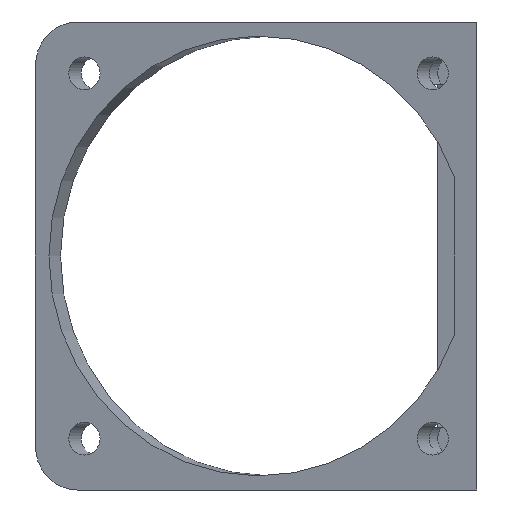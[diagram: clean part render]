
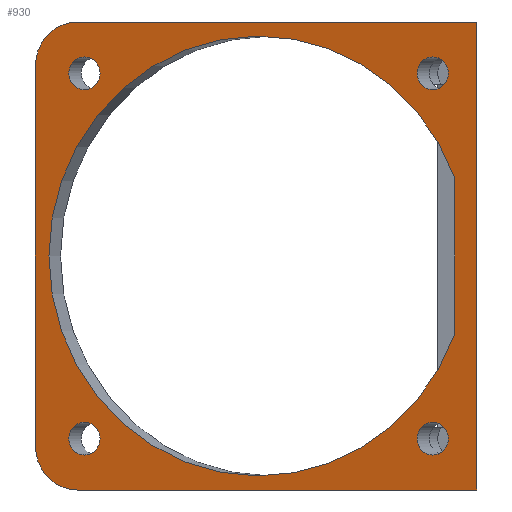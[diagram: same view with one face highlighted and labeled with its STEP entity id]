
A CAD part, front view. The second image highlights one B-rep face of the part: STEP entity #930.
In plain terms, the highlighted planar face has unit normal (-0.301, -0.954, 0).
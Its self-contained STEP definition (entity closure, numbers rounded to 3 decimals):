
#21=FACE_BOUND('',#157,.T.);
#22=FACE_BOUND('',#158,.T.);
#23=FACE_BOUND('',#159,.T.);
#24=FACE_BOUND('',#160,.T.);
#25=FACE_BOUND('',#161,.T.);
#35=CIRCLE('',#997,1.435);
#37=CIRCLE('',#1000,1.435);
#40=CIRCLE('',#1004,1.435);
#43=CIRCLE('',#1008,1.435);
#46=CIRCLE('',#1014,3.85);
#47=CIRCLE('',#1015,3.85);
#48=CIRCLE('',#1016,19.26);
#77=PLANE('',#1013);
#108=FACE_OUTER_BOUND('',#156,.T.);
#156=EDGE_LOOP('',(#711,#712,#713,#714,#715,#716));
#157=EDGE_LOOP('',(#717));
#158=EDGE_LOOP('',(#718));
#159=EDGE_LOOP('',(#719));
#160=EDGE_LOOP('',(#720));
#161=EDGE_LOOP('',(#721,#722));
#233=LINE('',#1481,#321);
#238=LINE('',#1502,#326);
#239=LINE('',#1505,#327);
#240=LINE('',#1509,#328);
#241=LINE('',#1512,#329);
#321=VECTOR('',#1176,10.);
#326=VECTOR('',#1187,10.);
#327=VECTOR('',#1190,10.);
#328=VECTOR('',#1193,10.);
#329=VECTOR('',#1196,10.);
#421=VERTEX_POINT('',#1451);
#424=VERTEX_POINT('',#1458);
#427=VERTEX_POINT('',#1466);
#429=VERTEX_POINT('',#1473);
#431=VERTEX_POINT('',#1478);
#432=VERTEX_POINT('',#1480);
#437=VERTEX_POINT('',#1491);
#439=VERTEX_POINT('',#1500);
#440=VERTEX_POINT('',#1504);
#441=VERTEX_POINT('',#1506);
#442=VERTEX_POINT('',#1508);
#443=VERTEX_POINT('',#1510);
#524=EDGE_CURVE('',#421,#421,#35,.T.);
#527=EDGE_CURVE('',#424,#424,#37,.T.);
#531=EDGE_CURVE('',#427,#427,#40,.T.);
#535=EDGE_CURVE('',#429,#429,#43,.T.);
#537=EDGE_CURVE('',#431,#432,#233,.F.);
#546=EDGE_CURVE('',#437,#439,#238,.F.);
#547=EDGE_CURVE('',#431,#440,#239,.T.);
#548=EDGE_CURVE('',#441,#440,#46,.T.);
#549=EDGE_CURVE('',#441,#442,#240,.F.);
#550=EDGE_CURVE('',#442,#443,#47,.T.);
#551=EDGE_CURVE('',#432,#443,#241,.T.);
#552=EDGE_CURVE('',#437,#439,#48,.T.);
#711=ORIENTED_EDGE('',*,*,#537,.F.);
#712=ORIENTED_EDGE('',*,*,#547,.T.);
#713=ORIENTED_EDGE('',*,*,#548,.F.);
#714=ORIENTED_EDGE('',*,*,#549,.T.);
#715=ORIENTED_EDGE('',*,*,#550,.T.);
#716=ORIENTED_EDGE('',*,*,#551,.F.);
#717=ORIENTED_EDGE('',*,*,#524,.T.);
#718=ORIENTED_EDGE('',*,*,#527,.T.);
#719=ORIENTED_EDGE('',*,*,#531,.T.);
#720=ORIENTED_EDGE('',*,*,#535,.T.);
#721=ORIENTED_EDGE('',*,*,#546,.T.);
#722=ORIENTED_EDGE('',*,*,#552,.F.);
#930=ADVANCED_FACE('',(#108,#21,#22,#23,#24,#25),#77,.F.);
#997=AXIS2_PLACEMENT_3D('',#1453,#1146,#1147);
#1000=AXIS2_PLACEMENT_3D('',#1460,#1153,#1154);
#1004=AXIS2_PLACEMENT_3D('',#1468,#1162,#1163);
#1008=AXIS2_PLACEMENT_3D('',#1475,#1171,#1172);
#1013=AXIS2_PLACEMENT_3D('',#1503,#1188,#1189);
#1014=AXIS2_PLACEMENT_3D('',#1507,#1191,#1192);
#1015=AXIS2_PLACEMENT_3D('',#1511,#1194,#1195);
#1016=AXIS2_PLACEMENT_3D('',#1513,#1197,#1198);
#1146=DIRECTION('center_axis',(0.302,0.953,0.));
#1147=DIRECTION('ref_axis',(0.,0.,
1.));
#1153=DIRECTION('center_axis',(0.302,0.953,0.));
#1154=DIRECTION('ref_axis',(0.,0.,
1.));
#1162=DIRECTION('center_axis',(0.302,0.953,0.));
#1163=DIRECTION('ref_axis',(0.,0.,-1.));
#1171=DIRECTION('center_axis',(0.302,0.953,0.));
#1172=DIRECTION('ref_axis',(0.,0.,-1.));
#1176=DIRECTION('',(0.,0.,1.));
#1187=DIRECTION('',(0.,0.,1.));
#1188=DIRECTION('center_axis',(0.302,0.953,0.));
#1189=DIRECTION('ref_axis',(-0.953,0.302,0.));
#1190=DIRECTION('',(-0.953,0.302,0.));
#1191=DIRECTION('center_axis',(0.302,0.953,0.));
#1192=DIRECTION('ref_axis',(-0.674,0.213,0.707));
#1193=DIRECTION('',(0.,0.,1.));
#1194=DIRECTION('center_axis',(-0.302,-0.953,0.));
#1195=DIRECTION('ref_axis',(-0.674,0.213,-0.707));
#1196=DIRECTION('',(-0.953,0.302,0.));
#1197=DIRECTION('center_axis',(-0.302,-0.953,0.));
#1198=DIRECTION('ref_axis',(-0.953,0.302,0.));
#1451=CARTESIAN_POINT('',(301.271,42.468,19.172));
#1453=CARTESIAN_POINT('Origin',(301.271,42.468,20.607));
#1458=CARTESIAN_POINT('',(331.782,32.819,19.172));
#1460=CARTESIAN_POINT('Origin',(331.782,32.819,20.607));
#1466=CARTESIAN_POINT('',(331.782,32.819,54.042));
#1468=CARTESIAN_POINT('Origin',(331.782,32.819,52.607));
#1473=CARTESIAN_POINT('',(301.271,42.468,54.042));
#1475=CARTESIAN_POINT('Origin',(301.271,42.468,52.607));
#1478=CARTESIAN_POINT('',(335.62,31.606,57.107));
#1480=CARTESIAN_POINT('',(335.62,31.606,16.107));
#1481=CARTESIAN_POINT('',(335.62,31.606,31.607));
#1491=CARTESIAN_POINT('',(333.693,32.215,43.446));
#1500=CARTESIAN_POINT('',(333.693,32.215,29.769));
#1502=CARTESIAN_POINT('',(333.693,32.215,31.67));
#1503=CARTESIAN_POINT('Origin',(326.061,34.629,26.607));
#1504=CARTESIAN_POINT('',(300.651,42.664,57.107));
#1505=CARTESIAN_POINT('',(313.594,38.571,57.107));
#1506=CARTESIAN_POINT('',(296.98,43.825,53.257));
#1507=CARTESIAN_POINT('Origin',(300.651,42.664,53.257));
#1508=CARTESIAN_POINT('',(296.98,43.825,19.957));
#1509=CARTESIAN_POINT('',(296.98,43.825,49.683));
#1510=CARTESIAN_POINT('',(300.651,42.664,16.107));
#1511=CARTESIAN_POINT('Origin',(300.651,42.664,19.957));
#1512=CARTESIAN_POINT('',(313.594,38.571,16.107));
#1513=CARTESIAN_POINT('Origin',(316.526,37.644,36.607));
